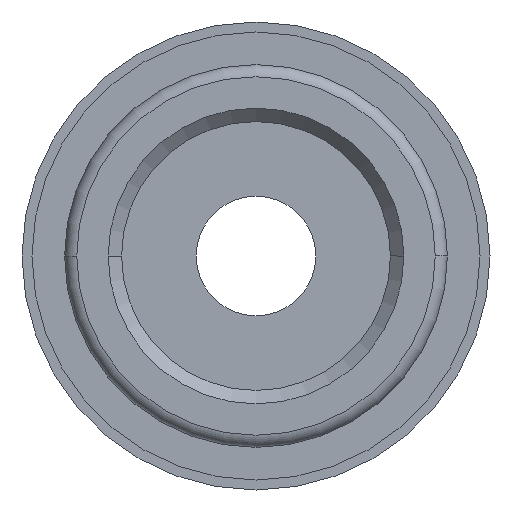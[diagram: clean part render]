
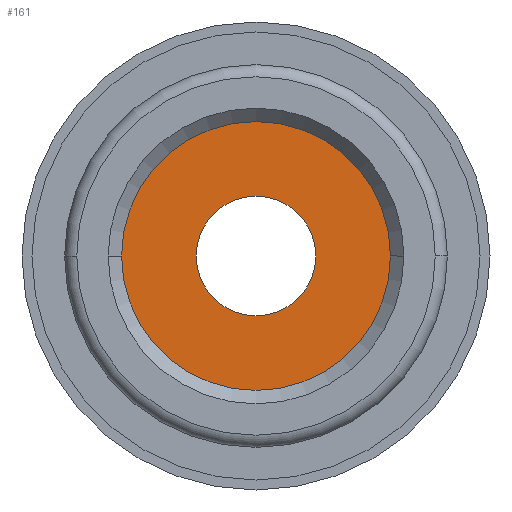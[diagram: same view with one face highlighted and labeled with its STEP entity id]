
A CAD part, front view. The second image highlights one B-rep face of the part: STEP entity #161.
In plain terms, the highlighted planar face has unit normal (0, -1, 0).
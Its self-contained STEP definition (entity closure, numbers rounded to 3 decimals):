
#161=ADVANCED_FACE('',(#327,#328),#329,.F.);
#327=FACE_BOUND('',#490,.T.);
#328=FACE_OUTER_BOUND('',#491,.T.);
#329=PLANE('',#492);
#490=EDGE_LOOP('',(#867,#868));
#491=EDGE_LOOP('',(#869,#870));
#492=AXIS2_PLACEMENT_3D('',#871,#872,#873);
#867=ORIENTED_EDGE('',*,*,#992,.T.);
#868=ORIENTED_EDGE('',*,*,#924,.T.);
#869=ORIENTED_EDGE('',*,*,#1015,.F.);
#870=ORIENTED_EDGE('',*,*,#967,.F.);
#871=CARTESIAN_POINT('',(-4.875,15.0,0.));
#872=DIRECTION('',(0.0,1.0,0.0));
#873=DIRECTION('',(-1.0,0.0,0.));
#924=EDGE_CURVE('',#1089,#1087,#1090,.T.);
#967=EDGE_CURVE('',#1158,#1153,#1160,.T.);
#992=EDGE_CURVE('',#1087,#1089,#1199,.T.);
#1015=EDGE_CURVE('',#1153,#1158,#1226,.T.);
#1087=VERTEX_POINT('',#1304);
#1089=VERTEX_POINT('',#1307);
#1090=CIRCLE('',#1308,3.0);
#1153=VERTEX_POINT('',#1380);
#1158=VERTEX_POINT('',#1386);
#1160=CIRCLE('',#1389,6.75);
#1199=CIRCLE('',#1432,3.0);
#1226=CIRCLE('',#1465,6.75);
#1304=CARTESIAN_POINT('',(-3.0,15.0,0.));
#1307=CARTESIAN_POINT('',(3.0,15.0,0.));
#1308=AXIS2_PLACEMENT_3D('',#1547,#1548,#1549);
#1380=CARTESIAN_POINT('',(-6.75,15.0,0.));
#1386=CARTESIAN_POINT('',(6.75,15.0,0.));
#1389=AXIS2_PLACEMENT_3D('',#1627,#1628,#1629);
#1432=AXIS2_PLACEMENT_3D('',#1676,#1677,#1678);
#1465=AXIS2_PLACEMENT_3D('',#1709,#1710,#1711);
#1547=CARTESIAN_POINT('',(0.0,15.0,0.0));
#1548=DIRECTION('',(0.0,1.0,0.0));
#1549=DIRECTION('',(-1.0,0.0,0.));
#1627=CARTESIAN_POINT('',(0.0,15.0,0.0));
#1628=DIRECTION('',(0.0,1.0,0.0));
#1629=DIRECTION('',(-1.0,0.0,0.));
#1676=CARTESIAN_POINT('',(0.0,15.0,0.0));
#1677=DIRECTION('',(0.0,1.0,0.0));
#1678=DIRECTION('',(-1.0,0.0,0.));
#1709=CARTESIAN_POINT('',(0.0,15.0,0.0));
#1710=DIRECTION('',(0.0,1.0,0.0));
#1711=DIRECTION('',(-1.0,0.0,0.));
